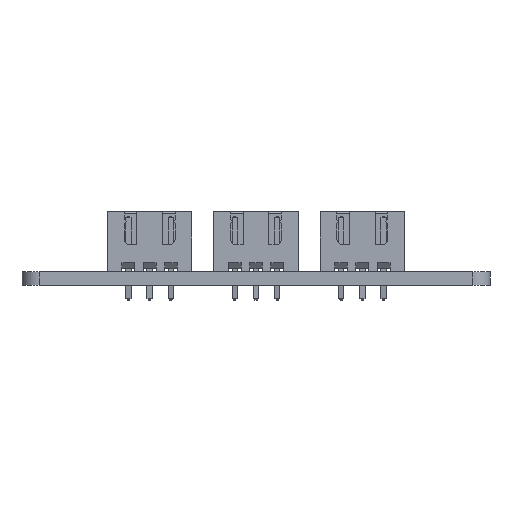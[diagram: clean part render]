
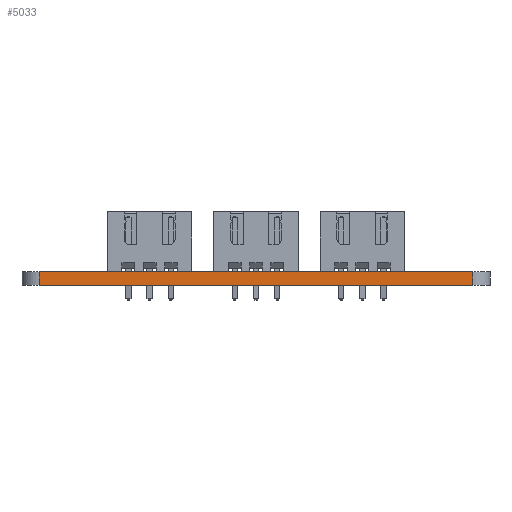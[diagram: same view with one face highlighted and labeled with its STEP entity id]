
A CAD part, left-side view. The second image highlights one B-rep face of the part: STEP entity #5033.
In plain terms, the highlighted planar face has unit normal (-1, 0, 0).
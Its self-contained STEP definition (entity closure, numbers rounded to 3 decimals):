
#3758 = VERTEX_POINT('',#3759);
#3759 = CARTESIAN_POINT('',(107.5,-69.5,0.));
#3766 = EDGE_CURVE('',#3767,#3758,#3769,.T.);
#3767 = VERTEX_POINT('',#3768);
#3768 = CARTESIAN_POINT('',(107.5,-120.5,0.));
#3769 = LINE('',#3770,#3771);
#3770 = CARTESIAN_POINT('',(107.5,-120.5,0.));
#3771 = VECTOR('',#3772,1.);
#3772 = DIRECTION('',(0.,1.,0.));
#4382 = VERTEX_POINT('',#4383);
#4383 = CARTESIAN_POINT('',(107.5,-69.5,1.6));
#4390 = EDGE_CURVE('',#4391,#4382,#4393,.T.);
#4391 = VERTEX_POINT('',#4392);
#4392 = CARTESIAN_POINT('',(107.5,-120.5,1.6));
#4393 = LINE('',#4394,#4395);
#4394 = CARTESIAN_POINT('',(107.5,-120.5,1.6));
#4395 = VECTOR('',#4396,1.);
#4396 = DIRECTION('',(0.,1.,0.));
#5003 = EDGE_CURVE('',#3758,#4382,#5004,.T.);
#5004 = LINE('',#5005,#5006);
#5005 = CARTESIAN_POINT('',(107.5,-69.5,0.));
#5006 = VECTOR('',#5007,1.);
#5007 = DIRECTION('',(0.,0.,1.));
#5033 = ADVANCED_FACE('',(#5034),#5045,.T.);
#5034 = FACE_BOUND('',#5035,.T.);
#5035 = EDGE_LOOP('',(#5036,#5042,#5043,#5044));
#5036 = ORIENTED_EDGE('',*,*,#5037,.T.);
#5037 = EDGE_CURVE('',#3767,#4391,#5038,.T.);
#5038 = LINE('',#5039,#5040);
#5039 = CARTESIAN_POINT('',(107.5,-120.5,0.));
#5040 = VECTOR('',#5041,1.);
#5041 = DIRECTION('',(0.,0.,1.));
#5042 = ORIENTED_EDGE('',*,*,#4390,.T.);
#5043 = ORIENTED_EDGE('',*,*,#5003,.F.);
#5044 = ORIENTED_EDGE('',*,*,#3766,.F.);
#5045 = PLANE('',#5046);
#5046 = AXIS2_PLACEMENT_3D('',#5047,#5048,#5049);
#5047 = CARTESIAN_POINT('',(107.5,-120.5,0.));
#5048 = DIRECTION('',(-1.,0.,0.));
#5049 = DIRECTION('',(0.,1.,0.));
